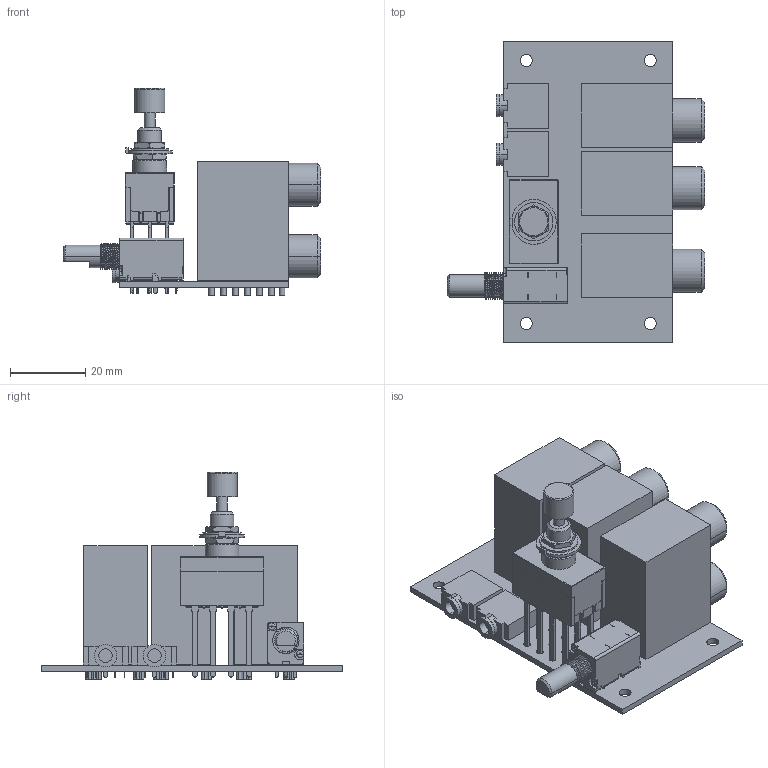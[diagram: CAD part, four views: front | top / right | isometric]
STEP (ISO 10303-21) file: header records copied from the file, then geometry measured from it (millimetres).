
FILE_DESCRIPTION(('FreeCAD Model'),'2;1');
FILE_NAME('BigKnob1.step','2017-06-08T15:13:14',( 'kicad StepUp'),('ksu MCAD'),'Open CASCADE STEP processor 6.9', 'FreeCAD','Unknown');
FILE_SCHEMA(('AUTOMOTIVE_DESIGN_CC2 { 1 2 10303 214 -1 1 5 4 }'));
Length unit declared in the file: millimetre
Products named in the file (9): ASSEMBLY; Pcb; PTD904-2X15F-XXXX_; D-NSJ12HF-1_; D-NSJ12HF-1_001; D-NSJ12HF-1_002; MB2185SS1G008_; sj1-3525n_; sj1-3525n_001
Assembly tree (8 placements, depth 2):
  ASSEMBLY
    Pcb
    PTD904-2X15F-XXXX_
    D-NSJ12HF-1_
    D-NSJ12HF-1_001
    D-NSJ12HF-1_002
    MB2185SS1G008_
    sj1-3525n_
    sj1-3525n_001
Bounding box: 68.6 x 80 x 55.26 mm (x, y, z)
Volume: 52418.4 mm3; surface area: 31299.2 mm2
Topology: 9 solids, 11 shells, 1124 faces, 2871 edges, 1884 vertices
Faces by surface type: plane 610, cylinder 441, cone 45, torus 21, bspline 6, extrusion 1
Full cylindrical faces by diameter (mm): 1 x12, 1.2 x8, 1.5 x49, 1.8 x12, 2.896 x1, 3.175 x4, 8.001 x1, 8.992 x1, 10.211 x1
Entity records: 42425 total; most frequent: CARTESIAN_POINT 9829, DIRECTION 5990, ORIENTED_EDGE 5742, EDGE_CURVE 2871, AXIS2_PLACEMENT_3D 2117, VERTEX_POINT 1884, VECTOR 1756, LINE 1755
